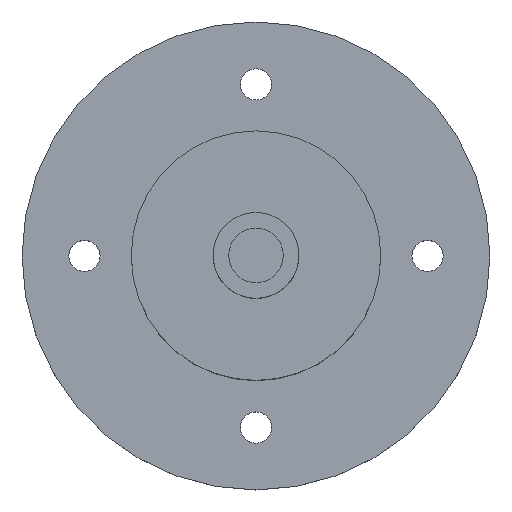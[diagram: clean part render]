
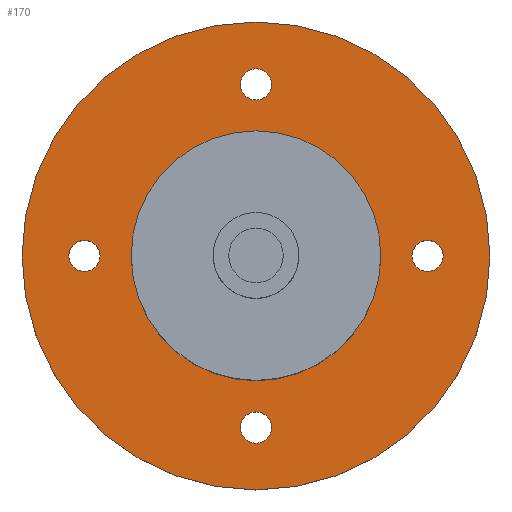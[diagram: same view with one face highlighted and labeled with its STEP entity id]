
A CAD part, top view. The second image highlights one B-rep face of the part: STEP entity #170.
In plain terms, the highlighted planar face has unit normal (0, 0, 1).
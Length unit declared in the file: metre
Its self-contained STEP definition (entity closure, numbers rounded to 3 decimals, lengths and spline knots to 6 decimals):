
#12=PLANE('',#198);
#19=ORIENTED_EDGE('',*,*,#51,.F.);
#20=ORIENTED_EDGE('',*,*,#52,.F.);
#21=ORIENTED_EDGE('',*,*,#53,.F.);
#22=ORIENTED_EDGE('',*,*,#54,.F.);
#23=ORIENTED_EDGE('',*,*,#55,.F.);
#24=ORIENTED_EDGE('',*,*,#49,.T.);
#49=EDGE_CURVE('',#65,#65,#81,.T.);
#51=EDGE_CURVE('',#67,#67,#83,.T.);
#52=EDGE_CURVE('',#68,#68,#84,.T.);
#53=EDGE_CURVE('',#69,#69,#85,.T.);
#54=EDGE_CURVE('',#70,#70,#86,.T.);
#55=EDGE_CURVE('',#71,#71,#87,.T.);
#65=VERTEX_POINT('',#287);
#67=VERTEX_POINT('',#292);
#68=VERTEX_POINT('',#294);
#69=VERTEX_POINT('',#296);
#70=VERTEX_POINT('',#298);
#71=VERTEX_POINT('',#300);
#81=CIRCLE('',#196,0.03);
#83=CIRCLE('',#199,0.002);
#84=CIRCLE('',#200,0.002);
#85=CIRCLE('',#201,0.002);
#86=CIRCLE('',#202,0.002);
#87=CIRCLE('',#203,0.016);
#99=EDGE_LOOP('',(#19));
#100=EDGE_LOOP('',(#20));
#101=EDGE_LOOP('',(#21));
#102=EDGE_LOOP('',(#22));
#103=EDGE_LOOP('',(#23));
#104=EDGE_LOOP('',(#24));
#131=FACE_BOUND('',#99,.T.);
#132=FACE_BOUND('',#100,.T.);
#133=FACE_BOUND('',#101,.T.);
#134=FACE_BOUND('',#102,.T.);
#135=FACE_BOUND('',#103,.T.);
#136=FACE_BOUND('',#104,.T.);
#170=ADVANCED_FACE('',(#131,#132,#133,#134,#135,#136),#12,.T.);
#196=AXIS2_PLACEMENT_3D('',#286,#228,#229);
#198=AXIS2_PLACEMENT_3D('',#290,#232,#233);
#199=AXIS2_PLACEMENT_3D('',#291,#234,#235);
#200=AXIS2_PLACEMENT_3D('',#293,#236,#237);
#201=AXIS2_PLACEMENT_3D('',#295,#238,#239);
#202=AXIS2_PLACEMENT_3D('',#297,#240,#241);
#203=AXIS2_PLACEMENT_3D('',#299,#242,#243);
#228=DIRECTION('',(0.,0.,1.));
#229=DIRECTION('',(1.,0.,0.));
#232=DIRECTION('',(0.,0.,1.));
#233=DIRECTION('',(1.,0.,0.));
#234=DIRECTION('',(0.,0.,1.));
#235=DIRECTION('',(1.,0.,0.));
#236=DIRECTION('',(0.,0.,1.));
#237=DIRECTION('',(1.,0.,0.));
#238=DIRECTION('',(0.,0.,1.));
#239=DIRECTION('',(1.,0.,0.));
#240=DIRECTION('',(0.,0.,1.));
#241=DIRECTION('',(1.,0.,0.));
#242=DIRECTION('',(0.,0.,1.));
#243=DIRECTION('',(1.,0.,0.));
#286=CARTESIAN_POINT('',(0.,0.,0.004));
#287=CARTESIAN_POINT('',(0.03,0.,0.004));
#290=CARTESIAN_POINT('',(0.,0.,0.004));
#291=CARTESIAN_POINT('',(0.022,0.,0.004));
#292=CARTESIAN_POINT('',(0.024,0.,0.004));
#293=CARTESIAN_POINT('',(0.,-0.022,0.004));
#294=CARTESIAN_POINT('',(0.002,-0.022,0.004));
#295=CARTESIAN_POINT('',(-0.022,0.,0.004));
#296=CARTESIAN_POINT('',(-0.02,0.,0.004));
#297=CARTESIAN_POINT('',(0.,0.022,0.004));
#298=CARTESIAN_POINT('',(0.002,0.022,0.004));
#299=CARTESIAN_POINT('',(0.,0.,0.004));
#300=CARTESIAN_POINT('',(0.016,0.,0.004));
